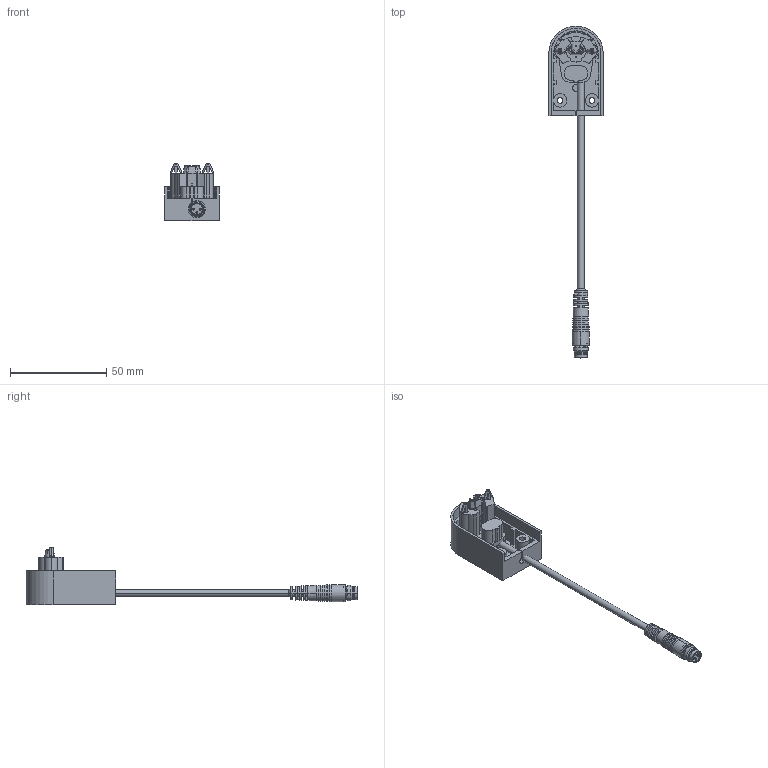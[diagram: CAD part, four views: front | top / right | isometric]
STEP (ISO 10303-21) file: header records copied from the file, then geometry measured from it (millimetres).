
FILE_DESCRIPTION (( 'STEP AP203' ), '1' );
FILE_NAME ('1804-1376_Default.step', '2022-02-03T14:54:10', ( 'Windows User' ), ( '' ), 'SwSTEP 2.0', 'SolidWorks 2021', '' );
FILE_SCHEMA (( 'CONFIG_CONTROL_DESIGN' ));
Length unit declared in the file: inch
Products named in the file (1): 1804-1376_Default
Bounding box: 28.2 x 172.4 x 30 mm (x, y, z)
Volume: 14709.4 mm3; surface area: 16494.7 mm2
Topology: 15 solids, 15 shells, 729 faces, 1842 edges, 1149 vertices
Faces by surface type: cylinder 302, plane 249, bspline 98, cone 80
Entity records: 24676 total; most frequent: CARTESIAN_POINT 7473, DIRECTION 3635, ORIENTED_EDGE 3628, EDGE_CURVE 1814, AXIS2_PLACEMENT_3D 1424, VERTEX_POINT 1149, EDGE_LOOP 797, CIRCLE 792
